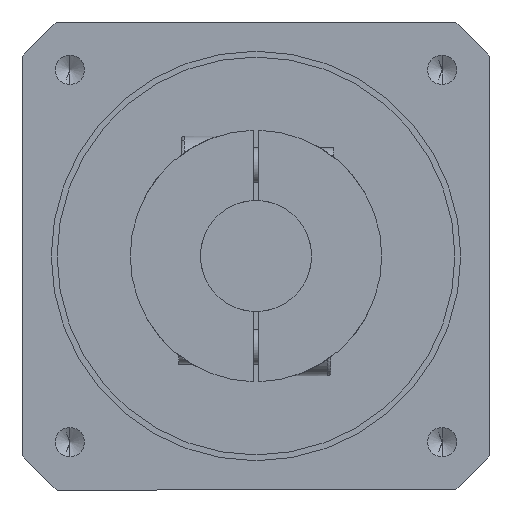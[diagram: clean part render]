
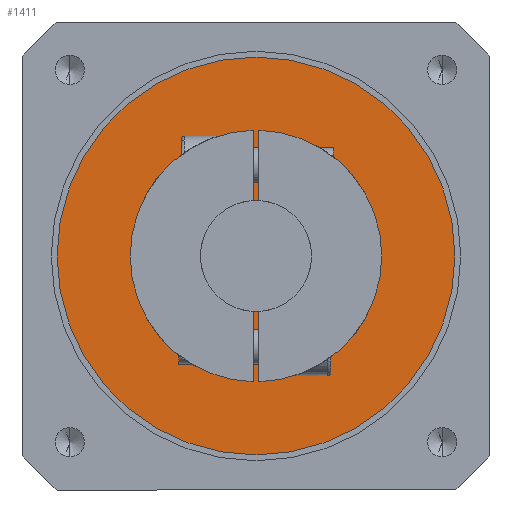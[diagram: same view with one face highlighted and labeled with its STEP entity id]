
A CAD part, front view. The second image highlights one B-rep face of the part: STEP entity #1411.
In plain terms, the highlighted planar face has unit normal (0, -1, 0).
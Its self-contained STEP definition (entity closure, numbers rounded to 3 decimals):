
#55 = ORIENTED_EDGE ( 'NONE', *, *, #134, .T. ) ;
#85 = EDGE_LOOP ( 'NONE', ( #756, #363, #296, #4184, #3373, #2443, #55, #4926, #4689, #3980 ) ) ;
#129 = VERTEX_POINT ( 'NONE', #2144 ) ;
#134 = EDGE_CURVE ( 'NONE', #2817, #2173, #3685, .T. ) ;
#142 = AXIS2_PLACEMENT_3D ( 'NONE', #3670, #3657, #3641 ) ;
#158 = EDGE_CURVE ( 'NONE', #1166, #1007, #1461, .T. ) ;
#195 = CARTESIAN_POINT ( 'NONE',  ( -0.5, -49., -14.491 ) ) ;
#208 = DIRECTION ( 'NONE',  ( 0., 0., -1. ) ) ;
#223 = EDGE_CURVE ( 'NONE', #3221, #129, #5144, .T. ) ;
#279 = EDGE_LOOP ( 'NONE', ( #3604, #3191 ) ) ;
#296 = ORIENTED_EDGE ( 'NONE', *, *, #4845, .F. ) ;
#337 = CIRCLE ( 'NONE', #4152, 14.5 ) ;
#363 = ORIENTED_EDGE ( 'NONE', *, *, #5042, .T. ) ;
#370 = EDGE_CURVE ( 'NONE', #2817, #664, #3483, .T. ) ;
#450 = DIRECTION ( 'NONE',  ( 0., -1., 0. ) ) ;
#578 = DIRECTION ( 'NONE',  ( 0., 0., 1. ) ) ;
#632 = VECTOR ( 'NONE', #2180, 1000. ) ;
#642 = DIRECTION ( 'NONE',  ( 0., -1., 0. ) ) ;
#664 = VERTEX_POINT ( 'NONE', #2377 ) ;
#709 = CIRCLE ( 'NONE', #792, 9.5 ) ;
#756 = ORIENTED_EDGE ( 'NONE', *, *, #3063, .F. ) ;
#786 = AXIS2_PLACEMENT_3D ( 'NONE', #2654, #450, #208 ) ;
#792 = AXIS2_PLACEMENT_3D ( 'NONE', #4559, #4553, #1019 ) ;
#868 = CARTESIAN_POINT ( 'NONE',  ( 0.5, -49., 9.487 ) ) ;
#874 = CIRCLE ( 'NONE', #3798, 9.5 ) ;
#875 = CARTESIAN_POINT ( 'NONE',  ( 0., -49., 0. ) ) ;
#1007 = VERTEX_POINT ( 'NONE', #195 ) ;
#1019 = DIRECTION ( 'NONE',  ( 0., 0., 1. ) ) ;
#1036 = CIRCLE ( 'NONE', #1493, 9.5 ) ;
#1106 = EDGE_CURVE ( 'NONE', #129, #3221, #2247, .T. ) ;
#1166 = VERTEX_POINT ( 'NONE', #1967 ) ;
#1411 = ADVANCED_FACE ( 'NONE', ( #3906, #1811 ), #2635, .F. ) ;
#1461 = LINE ( 'NONE', #2320, #4515 ) ;
#1493 = AXIS2_PLACEMENT_3D ( 'NONE', #4088, #4069, #4052 ) ;
#1575 = CARTESIAN_POINT ( 'NONE',  ( 0., -49., 0. ) ) ;
#1581 = DIRECTION ( 'NONE',  ( 0., -1., 0. ) ) ;
#1609 = DIRECTION ( 'NONE',  ( 0., 0., -1. ) ) ;
#1668 = VERTEX_POINT ( 'NONE', #4154 ) ;
#1716 = VECTOR ( 'NONE', #3412, 1000. ) ;
#1811 = FACE_OUTER_BOUND ( 'NONE', #279, .T. ) ;
#1934 = VERTEX_POINT ( 'NONE', #4319 ) ;
#1959 = VECTOR ( 'NONE', #3986, 1000. ) ;
#1967 = CARTESIAN_POINT ( 'NONE',  ( -0.5, -49., -9.487 ) ) ;
#2086 = LINE ( 'NONE', #4033, #1959 ) ;
#2112 = VERTEX_POINT ( 'NONE', #4995 ) ;
#2144 = CARTESIAN_POINT ( 'NONE',  ( 0., -49., 34. ) ) ;
#2173 = VERTEX_POINT ( 'NONE', #2686 ) ;
#2176 = CARTESIAN_POINT ( 'NONE',  ( 0., -49., -34. ) ) ;
#2180 = DIRECTION ( 'NONE',  ( 0., 0., 1. ) ) ;
#2247 = CIRCLE ( 'NONE', #4188, 34. ) ;
#2258 = CARTESIAN_POINT ( 'NONE',  ( 0.5, -49., 27.956 ) ) ;
#2320 = CARTESIAN_POINT ( 'NONE',  ( -0.5, -49., 27.956 ) ) ;
#2371 = DIRECTION ( 'NONE',  ( 0., 0., -1. ) ) ;
#2377 = CARTESIAN_POINT ( 'NONE',  ( 0.5, -49., 14.491 ) ) ;
#2443 = ORIENTED_EDGE ( 'NONE', *, *, #370, .F. ) ;
#2491 = VERTEX_POINT ( 'NONE', #868 ) ;
#2543 = DIRECTION ( 'NONE',  ( 0., 1., 0. ) ) ;
#2604 = CARTESIAN_POINT ( 'NONE',  ( 14.5, -49., 0. ) ) ;
#2609 = DIRECTION ( 'NONE',  ( 0., 0., 1. ) ) ;
#2635 = PLANE ( 'NONE',  #5116 ) ;
#2654 = CARTESIAN_POINT ( 'NONE',  ( 0., -49., 0. ) ) ;
#2686 = CARTESIAN_POINT ( 'NONE',  ( 0.5, -49., -9.487 ) ) ;
#2817 = VERTEX_POINT ( 'NONE', #4597 ) ;
#2913 = EDGE_CURVE ( 'NONE', #2112, #2173, #874, .T. ) ;
#3063 = EDGE_CURVE ( 'NONE', #1934, #1007, #337, .T. ) ;
#3191 = ORIENTED_EDGE ( 'NONE', *, *, #1106, .T. ) ;
#3221 = VERTEX_POINT ( 'NONE', #2176 ) ;
#3298 = CARTESIAN_POINT ( 'NONE',  ( 0., -49., 0. ) ) ;
#3316 = DIRECTION ( 'NONE',  ( 0., -1., 0. ) ) ;
#3332 = DIRECTION ( 'NONE',  ( 0., 0., -1. ) ) ;
#3373 = ORIENTED_EDGE ( 'NONE', *, *, #5134, .T. ) ;
#3386 = VERTEX_POINT ( 'NONE', #3767 ) ;
#3412 = DIRECTION ( 'NONE',  ( 0., 0., 1. ) ) ;
#3444 = CARTESIAN_POINT ( 'NONE',  ( 0.5, -49., 27.956 ) ) ;
#3483 = CIRCLE ( 'NONE', #786, 14.5 ) ;
#3543 = DIRECTION ( 'NONE',  ( 0., 0., -1. ) ) ;
#3557 = DIRECTION ( 'NONE',  ( 0., -1., 0. ) ) ;
#3604 = ORIENTED_EDGE ( 'NONE', *, *, #223, .T. ) ;
#3616 = CARTESIAN_POINT ( 'NONE',  ( 0., -49., 0. ) ) ;
#3641 = DIRECTION ( 'NONE',  ( 0., 0., 1. ) ) ;
#3657 = DIRECTION ( 'NONE',  ( 0., -1., 0. ) ) ;
#3670 = CARTESIAN_POINT ( 'NONE',  ( 0., -49., 0. ) ) ;
#3685 = LINE ( 'NONE', #2258, #632 ) ;
#3767 = CARTESIAN_POINT ( 'NONE',  ( -0.5, -49., 9.487 ) ) ;
#3788 = EDGE_CURVE ( 'NONE', #2491, #1668, #3883, .T. ) ;
#3798 = AXIS2_PLACEMENT_3D ( 'NONE', #875, #642, #578 ) ;
#3883 = CIRCLE ( 'NONE', #142, 9.5 ) ;
#3906 = FACE_BOUND ( 'NONE', #85, .T. ) ;
#3980 = ORIENTED_EDGE ( 'NONE', *, *, #158, .T. ) ;
#3986 = DIRECTION ( 'NONE',  ( 0., 0., -1. ) ) ;
#4033 = CARTESIAN_POINT ( 'NONE',  ( -0.5, -49., 27.956 ) ) ;
#4052 = DIRECTION ( 'NONE',  ( 0., 0., 1. ) ) ;
#4069 = DIRECTION ( 'NONE',  ( 0., -1., 0. ) ) ;
#4084 = AXIS2_PLACEMENT_3D ( 'NONE', #3298, #3316, #3332 ) ;
#4088 = CARTESIAN_POINT ( 'NONE',  ( 0., -49., 0. ) ) ;
#4152 = AXIS2_PLACEMENT_3D ( 'NONE', #3616, #3557, #3543 ) ;
#4154 = CARTESIAN_POINT ( 'NONE',  ( 0., -49., 9.5 ) ) ;
#4184 = ORIENTED_EDGE ( 'NONE', *, *, #3788, .F. ) ;
#4188 = AXIS2_PLACEMENT_3D ( 'NONE', #1575, #1581, #1609 ) ;
#4319 = CARTESIAN_POINT ( 'NONE',  ( -0.5, -49., 14.491 ) ) ;
#4515 = VECTOR ( 'NONE', #2371, 1000. ) ;
#4553 = DIRECTION ( 'NONE',  ( 0., -1., 0. ) ) ;
#4559 = CARTESIAN_POINT ( 'NONE',  ( 0., -49., 0. ) ) ;
#4597 = CARTESIAN_POINT ( 'NONE',  ( 0.5, -49., -14.491 ) ) ;
#4689 = ORIENTED_EDGE ( 'NONE', *, *, #5036, .F. ) ;
#4845 = EDGE_CURVE ( 'NONE', #1668, #3386, #709, .T. ) ;
#4926 = ORIENTED_EDGE ( 'NONE', *, *, #2913, .F. ) ;
#4985 = LINE ( 'NONE', #3444, #1716 ) ;
#4995 = CARTESIAN_POINT ( 'NONE',  ( 0., -49., -9.5 ) ) ;
#5036 = EDGE_CURVE ( 'NONE', #1166, #2112, #1036, .T. ) ;
#5042 = EDGE_CURVE ( 'NONE', #1934, #3386, #2086, .T. ) ;
#5116 = AXIS2_PLACEMENT_3D ( 'NONE', #2604, #2543, #2609 ) ;
#5134 = EDGE_CURVE ( 'NONE', #2491, #664, #4985, .T. ) ;
#5144 = CIRCLE ( 'NONE', #4084, 34. ) ;
